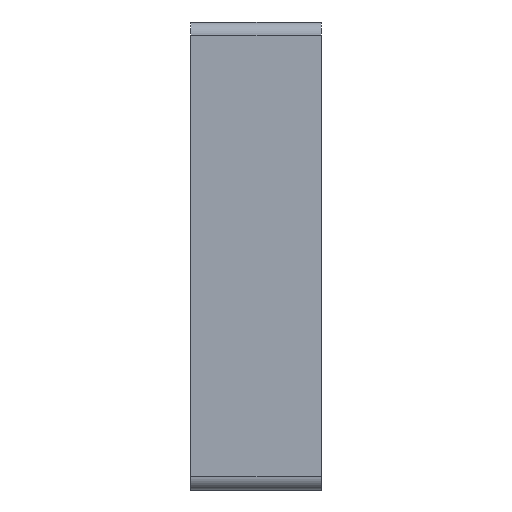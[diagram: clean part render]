
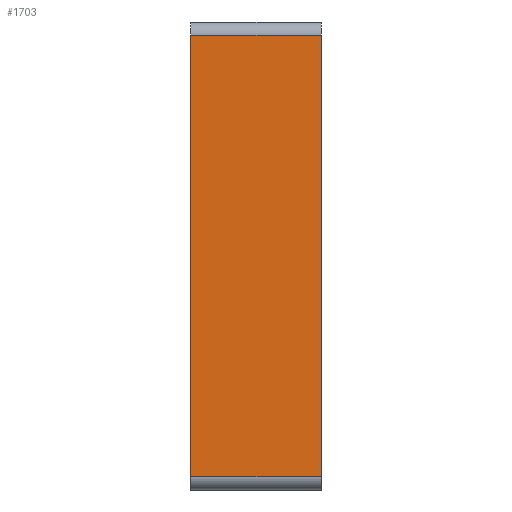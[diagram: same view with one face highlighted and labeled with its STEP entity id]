
A CAD part, left-side view. The second image highlights one B-rep face of the part: STEP entity #1703.
In plain terms, the highlighted planar face has unit normal (-1, 0, 0).
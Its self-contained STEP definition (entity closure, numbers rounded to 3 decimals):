
#661=CARTESIAN_POINT('',(-331.25,-3.0,-169.5));
#662=VERTEX_POINT('',#661);
#712=CARTESIAN_POINT('',(-331.25,-3.0,169.5));
#713=VERTEX_POINT('',#712);
#721=CARTESIAN_POINT('',(-331.25,-3.0,169.5));
#722=DIRECTION('',(0.0,0.0,-1.0));
#723=VECTOR('',#722,339.);
#724=LINE('',#721,#723);
#725=EDGE_CURVE('',#713,#662,#724,.T.);
#1008=CARTESIAN_POINT('',(-331.25,97.0,-169.5));
#1009=VERTEX_POINT('',#1008);
#1019=CARTESIAN_POINT('',(-331.25,97.0,169.5));
#1020=VERTEX_POINT('',#1019);
#1021=CARTESIAN_POINT('',(-331.25,97.0,-169.5));
#1022=DIRECTION('',(0.0,0.0,1.0));
#1023=VECTOR('',#1022,339.);
#1024=LINE('',#1021,#1023);
#1025=EDGE_CURVE('',#1009,#1020,#1024,.T.);
#1581=CARTESIAN_POINT('',(-331.25,-3.0,-169.5));
#1582=DIRECTION('',(0.0,1.0,0.0));
#1583=VECTOR('',#1582,100.0);
#1584=LINE('',#1581,#1583);
#1585=EDGE_CURVE('',#662,#1009,#1584,.T.);
#1669=CARTESIAN_POINT('',(-331.25,97.0,169.5));
#1670=DIRECTION('',(0.0,-1.0,0.0));
#1671=VECTOR('',#1670,100.0);
#1672=LINE('',#1669,#1671);
#1673=EDGE_CURVE('',#1020,#713,#1672,.T.);
#1692=CARTESIAN_POINT('',(-331.25,0.0,-179.5));
#1693=DIRECTION('',(-1.0,0.0,0.0));
#1694=DIRECTION('',(0.0,0.0,1.0));
#1695=AXIS2_PLACEMENT_3D('',#1692,#1693,#1694);
#1696=PLANE('',#1695);
#1697=ORIENTED_EDGE('',*,*,#1585,.F.);
#1698=ORIENTED_EDGE('',*,*,#725,.F.);
#1699=ORIENTED_EDGE('',*,*,#1673,.F.);
#1700=ORIENTED_EDGE('',*,*,#1025,.F.);
#1701=EDGE_LOOP('',(#1697,#1698,#1699,#1700));
#1702=FACE_OUTER_BOUND('',#1701,.T.);
#1703=ADVANCED_FACE('',(#1702),#1696,.T.);
